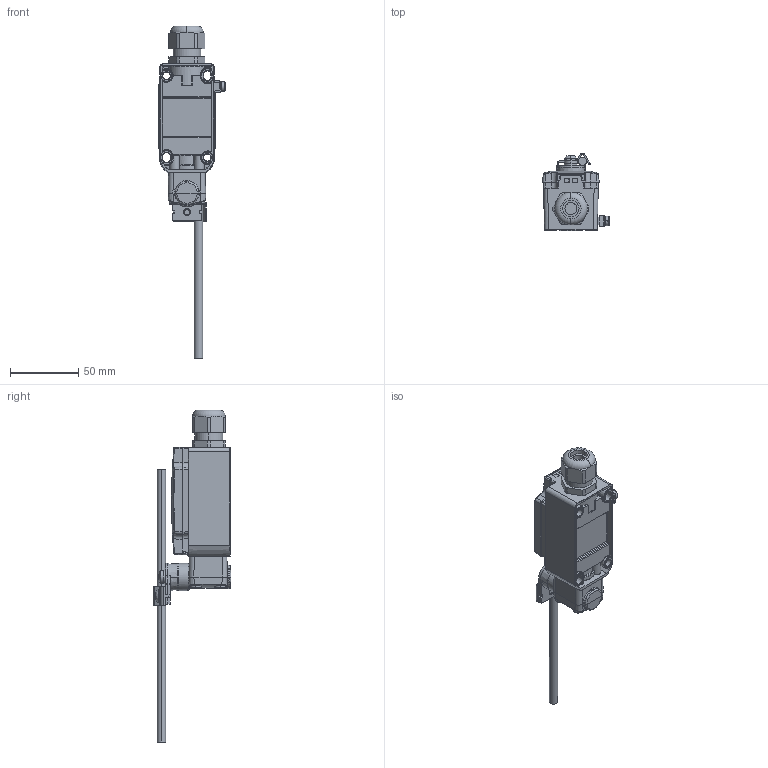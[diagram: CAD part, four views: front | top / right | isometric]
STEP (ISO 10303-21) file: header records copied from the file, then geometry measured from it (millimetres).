
FILE_DESCRIPTION((''),'2;1');
FILE_NAME('1400757_SW0001','2016-05-03T',('sharbsmeier'),('.steute Schaltgeräte GmbH, Löhne'),'PRO/ENGINEER BY PARAMETRIC TECHNOLOGY CORPORATION, 2015070','PRO/ENGINEER BY PARAMETRIC TECHNOLOGY CORPORATION, 2015070','');
FILE_SCHEMA(('CONFIG_CONTROL_DESIGN'));
Length unit declared in the file: millimetre
Products named in the file (1): 1400757_SW0001
Bounding box: 48.81 x 56.75 x 243.5 mm (x, y, z)
Surface area: 48380.4 mm2 (no closed solid volume)
Topology: 0 solids, 46 shells, 1244 faces, 4405 edges, 3081 vertices
Faces by surface type: plane 509, cylinder 329, bspline 195, cone 103, torus 83, sphere 14, extrusion 11
Entity records: 57859 total; most frequent: CARTESIAN_POINT 23243, ORIENTED_EDGE 7059, DIRECTION 6402, EDGE_CURVE 4392, VERTEX_POINT 3080, VECTOR 2138, AXIS2_PLACEMENT_3D 2132, LINE 2127
